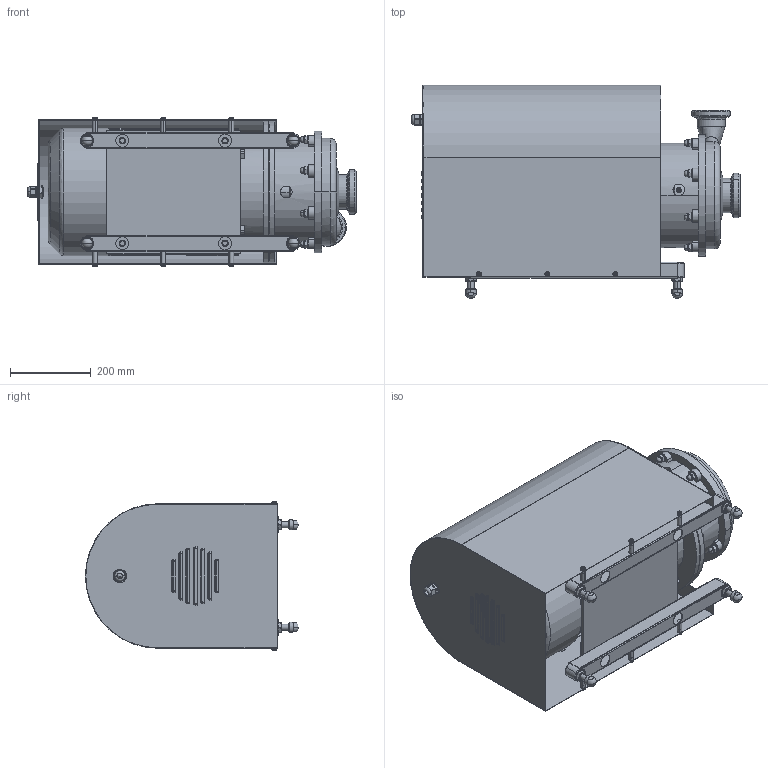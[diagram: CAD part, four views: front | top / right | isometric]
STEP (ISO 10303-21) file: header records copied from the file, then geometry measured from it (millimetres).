
FILE_DESCRIPTION (( 'STEP AP214' ), '1' );
FILE_NAME ('Pompa GU-70.STEP', '2019-07-25T06:29:34', ( 'User' ), ( '' ), 'SwSTEP 2.0', 'SolidWorks 2010', '' );
FILE_SCHEMA (( 'AUTOMOTIVE_DESIGN' ));
Length unit declared in the file: millimetre
Products named in the file (30): Podstawa Z這瞠nie; Podstawa blacha; Podstawa profil1; Podstawa mocowanie œruby; Podstawa wspornik; Z這瞠nie pompy GU70; Korpus zewnêtrzny GU30 wer 2; Korpus zewnêtrzny GU30aaaa; Szyjka; Ko鎍闚ka gwintowana DN80; DN65 ko鎍闚ka gwintowana; Korpus pompy GU70; Ko³nierz korpusa GU15; £¹cznik korpusu GU15; Tarcza GU15; Piasta uszczelnienia GU15; Korek; 2SIEL160L2,4,6 18kW; Nó¿ka kulista GU15; Nakrêtka M16 niska; Podk³adka M10; Nakrêtka Ko³pakowa M10; M6x10; Os³ona GU-70 z³o¿enie; Os³ona - korpus GU15; Dno p³aszcza GU15; Os³ona przednia GU15; P korpus ma造; P nakrêtka ma³y; Pompa GU-70
Assembly tree (70 placements, depth 3):
  Pompa GU-70
    P nakrêtka ma³y
    Nó¿ka kulista GU15  x4
    Podk³adka M10  x8
    M6x10  x6
    Nakrêtka Ko³pakowa M10  x8
    Nakrêtka M16 niska  x4
    Korpus pompy GU70
      Korek  x8
      Ko³nierz korpusa GU15
      Tarcza GU15
      £¹cznik korpusu GU15
      Piasta uszczelnienia GU15
    Os³ona GU-70 z³o¿enie
      Dno p³aszcza GU15
      Os³ona - korpus GU15
      Os³ona przednia GU15
    Podstawa Z這瞠nie
      Podstawa wspornik  x6
      Podstawa profil1  x2
      Podstawa blacha
      Podstawa mocowanie œruby  x4
    Z這瞠nie pompy GU70
      DN65 ko鎍闚ka gwintowana
      Ko鎍闚ka gwintowana DN80
      Korpus zewnêtrzny GU30 wer 2
      Korpus zewnêtrzny GU30aaaa
      Szyjka
    2SIEL160L2,4,6 18kW
    P korpus ma造
Bounding box: 812.6 x 527 x 367.54 mm (x, y, z)
Volume: 42270079.5 mm3; surface area: 5081574.7 mm2
Topology: 79 solids, 79 shells, 1883 faces, 4549 edges, 2810 vertices
Faces by surface type: cylinder 667, plane 650, cone 427, torus 59, sphere 52, bspline 28
Entity records: 41809 total; most frequent: CARTESIAN_POINT 12132, DIRECTION 6195, ORIENTED_EDGE 5632, EDGE_CURVE 2816, AXIS2_PLACEMENT_3D 2378, VERTEX_POINT 1785, VECTOR 1439, LINE 1439
